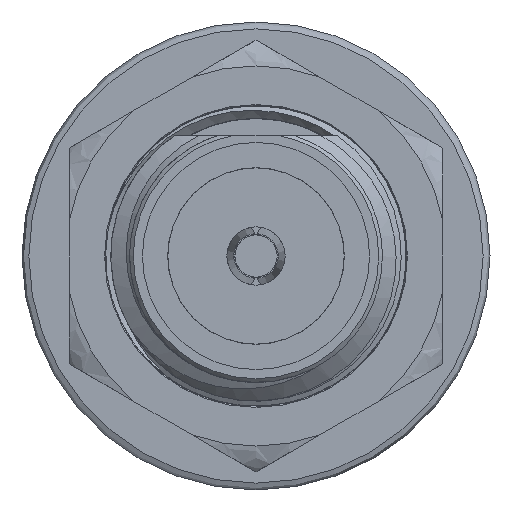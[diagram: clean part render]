
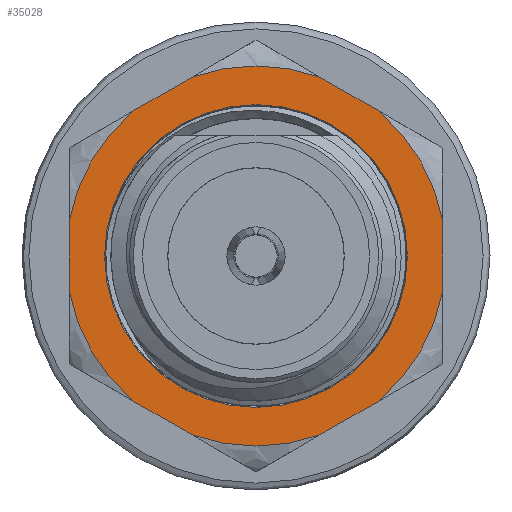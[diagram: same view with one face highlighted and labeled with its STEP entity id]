
A CAD part, front view. The second image highlights one B-rep face of the part: STEP entity #35028.
In plain terms, the highlighted planar face has unit normal (0, -1, 0).
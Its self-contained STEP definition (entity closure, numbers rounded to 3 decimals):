
#7472=CIRCLE('',#36981,3.3);
#7473=CIRCLE('',#36982,4.142);
#7474=CIRCLE('',#36983,4.142);
#7475=CIRCLE('',#36984,4.142);
#7476=CIRCLE('',#36985,4.142);
#7477=CIRCLE('',#36986,4.142);
#7478=CIRCLE('',#36987,4.142);
#13263=ORIENTED_EDGE('',*,*,#21547,.T.);
#13264=ORIENTED_EDGE('',*,*,#21548,.F.);
#13265=ORIENTED_EDGE('',*,*,#21549,.T.);
#13266=ORIENTED_EDGE('',*,*,#21550,.F.);
#13267=ORIENTED_EDGE('',*,*,#21551,.T.);
#13268=ORIENTED_EDGE('',*,*,#21552,.F.);
#13269=ORIENTED_EDGE('',*,*,#21553,.T.);
#13270=ORIENTED_EDGE('',*,*,#21554,.F.);
#13271=ORIENTED_EDGE('',*,*,#21555,.T.);
#13272=ORIENTED_EDGE('',*,*,#21556,.F.);
#13273=ORIENTED_EDGE('',*,*,#21557,.T.);
#13274=ORIENTED_EDGE('',*,*,#21558,.F.);
#13275=ORIENTED_EDGE('',*,*,#21559,.T.);
#21547=EDGE_CURVE('',#25759,#25759,#7472,.F.);
#21548=EDGE_CURVE('',#25760,#25761,#7473,.F.);
#21549=EDGE_CURVE('',#25760,#25762,#27405,.T.);
#21550=EDGE_CURVE('',#25763,#25762,#7474,.F.);
#21551=EDGE_CURVE('',#25763,#25764,#27406,.T.);
#21552=EDGE_CURVE('',#25765,#25764,#7475,.F.);
#21553=EDGE_CURVE('',#25765,#25766,#27407,.T.);
#21554=EDGE_CURVE('',#25767,#25766,#7476,.F.);
#21555=EDGE_CURVE('',#25767,#25768,#27408,.T.);
#21556=EDGE_CURVE('',#25769,#25768,#7477,.F.);
#21557=EDGE_CURVE('',#25769,#25770,#27409,.T.);
#21558=EDGE_CURVE('',#25771,#25770,#7478,.F.);
#21559=EDGE_CURVE('',#25771,#25761,#27410,.T.);
#25759=VERTEX_POINT('',#85606);
#25760=VERTEX_POINT('',#85608);
#25761=VERTEX_POINT('',#85609);
#25762=VERTEX_POINT('',#85611);
#25763=VERTEX_POINT('',#85613);
#25764=VERTEX_POINT('',#85615);
#25765=VERTEX_POINT('',#85617);
#25766=VERTEX_POINT('',#85619);
#25767=VERTEX_POINT('',#85621);
#25768=VERTEX_POINT('',#85623);
#25769=VERTEX_POINT('',#85625);
#25770=VERTEX_POINT('',#85627);
#25771=VERTEX_POINT('',#85629);
#27405=LINE('',#85610,#27737);
#27406=LINE('',#85614,#27738);
#27407=LINE('',#85618,#27739);
#27408=LINE('',#85622,#27740);
#27409=LINE('',#85626,#27741);
#27410=LINE('',#85630,#27742);
#27737=VECTOR('',#38727,1000.);
#27738=VECTOR('',#38730,1000.);
#27739=VECTOR('',#38733,1000.);
#27740=VECTOR('',#38736,1000.);
#27741=VECTOR('',#38739,1000.);
#27742=VECTOR('',#38742,1000.);
#29292=EDGE_LOOP('',(#13263));
#29293=EDGE_LOOP('',(#13264,#13265,#13266,#13267,#13268,#13269,#13270,#13271,
#13272,#13273,#13274,#13275));
#32095=FACE_BOUND('',#29292,.T.);
#32096=FACE_BOUND('',#29293,.T.);
#33597=PLANE('',#36980);
#35028=ADVANCED_FACE('',(#32095,#32096),#33597,.T.);
#36980=AXIS2_PLACEMENT_3D('',#85604,#38721,#38722);
#36981=AXIS2_PLACEMENT_3D('',#85605,#38723,#38724);
#36982=AXIS2_PLACEMENT_3D('',#85607,#38725,#38726);
#36983=AXIS2_PLACEMENT_3D('',#85612,#38728,#38729);
#36984=AXIS2_PLACEMENT_3D('',#85616,#38731,#38732);
#36985=AXIS2_PLACEMENT_3D('',#85620,#38734,#38735);
#36986=AXIS2_PLACEMENT_3D('',#85624,#38737,#38738);
#36987=AXIS2_PLACEMENT_3D('',#85628,#38740,#38741);
#38721=DIRECTION('',(0.,-1.,0.));
#38722=DIRECTION('',(1.,0.,0.));
#38723=DIRECTION('',(0.,-1.,0.));
#38724=DIRECTION('',(1.,0.,0.));
#38725=DIRECTION('',(0.,-1.,0.));
#38726=DIRECTION('',(1.,0.,0.));
#38727=DIRECTION('',(0.,0.,1.));
#38728=DIRECTION('',(0.,-1.,0.));
#38729=DIRECTION('',(1.,0.,0.));
#38730=DIRECTION('',(-0.866,0.,0.5));
#38731=DIRECTION('',(0.,-1.,0.));
#38732=DIRECTION('',(1.,0.,0.));
#38733=DIRECTION('',(-0.866,0.,-0.5));
#38734=DIRECTION('',(0.,-1.,0.));
#38735=DIRECTION('',(1.,0.,0.));
#38736=DIRECTION('',(0.,0.,-1.));
#38737=DIRECTION('',(0.,-1.,0.));
#38738=DIRECTION('',(1.,0.,0.));
#38739=DIRECTION('',(0.866,0.,-0.5));
#38740=DIRECTION('',(0.,-1.,0.));
#38741=DIRECTION('',(1.,0.,0.));
#38742=DIRECTION('',(0.866,0.,0.5));
#85604=CARTESIAN_POINT('',(0.,-74.215,0.));
#85605=CARTESIAN_POINT('',(0.,-74.215,0.));
#85606=CARTESIAN_POINT('',(3.3,-74.215,0.));
#85607=CARTESIAN_POINT('',(0.,-74.215,0.));
#85608=CARTESIAN_POINT('',(4.075,-74.215,-0.744));
#85609=CARTESIAN_POINT('',(2.682,-74.215,-3.157));
#85610=CARTESIAN_POINT('',(4.075,-74.215,-2.353));
#85611=CARTESIAN_POINT('',(4.075,-74.215,0.744));
#85612=CARTESIAN_POINT('',(0.,-74.215,0.));
#85613=CARTESIAN_POINT('',(2.682,-74.215,3.157));
#85614=CARTESIAN_POINT('',(4.075,-74.215,2.353));
#85615=CARTESIAN_POINT('',(1.393,-74.215,3.901));
#85616=CARTESIAN_POINT('',(0.,-74.215,0.));
#85617=CARTESIAN_POINT('',(-1.393,-74.215,3.901));
#85618=CARTESIAN_POINT('',(0.,-74.215,4.705));
#85619=CARTESIAN_POINT('',(-2.682,-74.215,3.157));
#85620=CARTESIAN_POINT('',(0.,-74.215,0.));
#85621=CARTESIAN_POINT('',(-4.075,-74.215,0.744));
#85622=CARTESIAN_POINT('',(-4.075,-74.215,2.353));
#85623=CARTESIAN_POINT('',(-4.075,-74.215,-0.744));
#85624=CARTESIAN_POINT('',(0.,-74.215,0.));
#85625=CARTESIAN_POINT('',(-2.682,-74.215,-3.157));
#85626=CARTESIAN_POINT('',(-4.075,-74.215,-2.353));
#85627=CARTESIAN_POINT('',(-1.393,-74.215,-3.901));
#85628=CARTESIAN_POINT('',(0.,-74.215,0.));
#85629=CARTESIAN_POINT('',(1.393,-74.215,-3.901));
#85630=CARTESIAN_POINT('',(0.,-74.215,-4.705));
